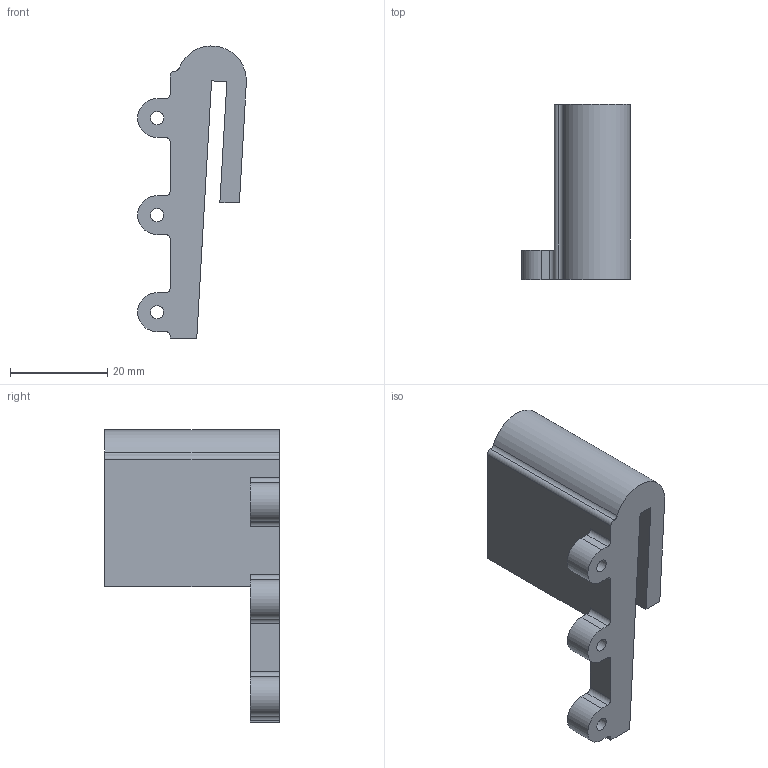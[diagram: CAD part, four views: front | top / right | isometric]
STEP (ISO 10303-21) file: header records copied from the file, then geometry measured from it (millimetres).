
FILE_DESCRIPTION(/* description */ ('Unknown'),/* implementation_level */ '2;1');
FILE_NAME(/* name */ 'BoxTopClip_02_mirrored',/* time_stamp */ '2023-04-30T09:47:35+01:00',/* author */ ('Unknown'),/* organization */ ('Unknown'),/* preprocessor_version */ 'ST-DEVELOPER v18.102',/* originating_system */ 'Solid Edge',/* authorisation */ 'Unknown');
FILE_SCHEMA (('AUTOMOTIVE_DESIGN {1 0 10303 214 3 1 1}'));
Length unit declared in the file: millimetre
Products named in the file (1): BoxTopClip_02_mirrored
Bounding box: 22.4 x 36 x 60.19 mm (x, y, z)
Volume: 15528.9 mm3; surface area: 6982.3 mm2
Topology: 1 solids, 1 shells, 35 faces, 99 edges, 66 vertices
Faces by surface type: plane 20, cylinder 15
Full cylindrical faces by diameter (mm): 2.7 x3
Entity records: 1170 total; most frequent: DIRECTION 198, CARTESIAN_POINT 198, ORIENTED_EDGE 192, EDGE_CURVE 96, VERTEX_POINT 66, LINE 66, VECTOR 66, AXIS2_PLACEMENT_3D 66
